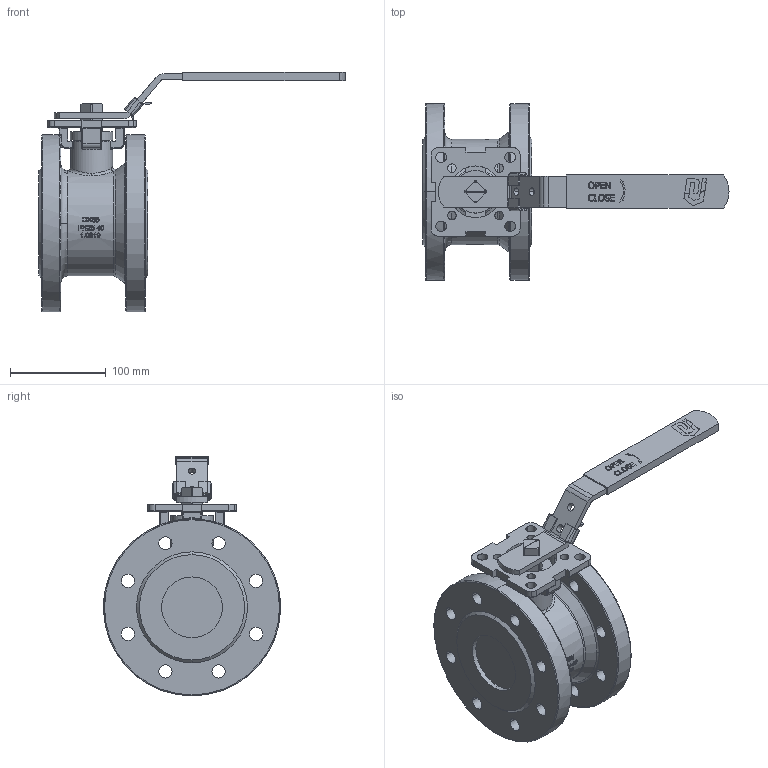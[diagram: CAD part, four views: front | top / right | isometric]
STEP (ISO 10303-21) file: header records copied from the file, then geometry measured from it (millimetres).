
FILE_DESCRIPTION(('HOOPS Exchange Step'),'2;1');
FILE_NAME('FK0301_DN65.stp','2025-07-24T11:57:15+02:00',('nieru'),('Unknown organisation'),'HOOPS Exchange 2024.2','HOOPS Exchange','Unknown authorisation');
FILE_SCHEMA( ('AP203_CONFIGURATION_CONTROLLED_3D_DESIGN_OF_MECHANICAL_PARTS_AND_ASSEMBLIES_MIM_LF') );
Length unit declared in the file: millimetre
Products named in the file (2): 0; root
Assembly tree (1 placements, depth 2):
  root
    0
Bounding box: 320 x 185 x 250.5 mm (x, y, z)
Volume: 1932633.4 mm3; surface area: 205325.8 mm2
Topology: 1 solids, 1 shells, 984 faces, 2693 edges, 1754 vertices
Faces by surface type: bspline 345, plane 303, cylinder 269, torus 45, cone 20, sphere 2
Entity records: 58111 total; most frequent: CARTESIAN_POINT 35616, ORIENTED_EDGE 5370, DIRECTION 3499, EDGE_CURVE 2685, VERTEX_POINT 1754, AXIS2_PLACEMENT_3D 1209, EDGE_LOOP 1105, FACE_BOUND 1105
